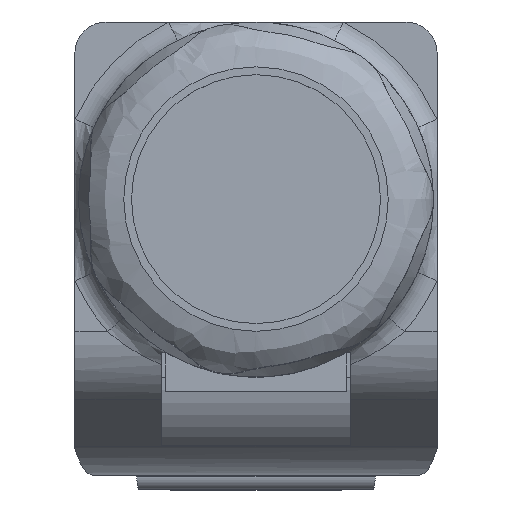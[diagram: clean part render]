
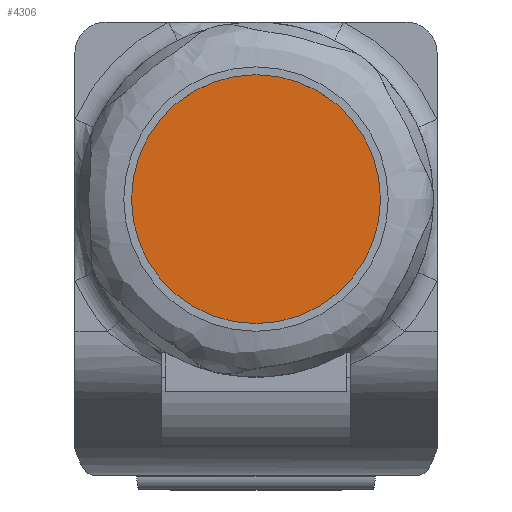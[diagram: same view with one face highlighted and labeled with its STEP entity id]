
A CAD part, top view. The second image highlights one B-rep face of the part: STEP entity #4306.
In plain terms, the highlighted planar face has unit normal (0, 0, 1).
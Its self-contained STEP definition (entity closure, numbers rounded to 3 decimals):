
#4306=ADVANCED_FACE('',(#5160),#4648,.F.);
#4648=PLANE('',#15925);
#5160=FACE_OUTER_BOUND('',#5754,.T.);
#5754=EDGE_LOOP('',(#8745));
#8745=ORIENTED_EDGE('',*,*,#11458,.T.);
#9919=VERTEX_POINT('',#29619);
#11458=EDGE_CURVE('',#9919,#9919,#12070,.T.);
#12070=CIRCLE('',#15923,4.8);
#15923=AXIS2_PLACEMENT_3D('',#29618,#18513,#18514);
#15925=AXIS2_PLACEMENT_3D('',#29621,#18517,#18518);
#18513=DIRECTION('',(0.,0.,1.));
#18514=DIRECTION('',(-1.,0.,0.));
#18517=DIRECTION('',(0.,0.,-1.));
#18518=DIRECTION('',(-1.,0.,0.));
#29618=CARTESIAN_POINT('',(0.,0.,45.259));
#29619=CARTESIAN_POINT('',(-4.8,0.,45.259));
#29621=CARTESIAN_POINT('',(0.,0.,45.259));
